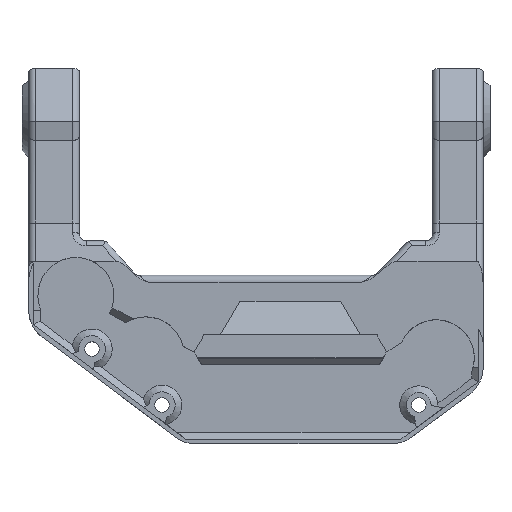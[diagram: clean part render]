
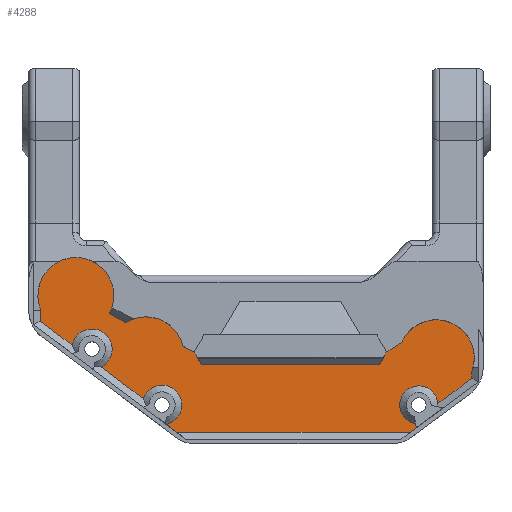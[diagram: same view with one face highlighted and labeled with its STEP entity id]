
A CAD part, top view. The second image highlights one B-rep face of the part: STEP entity #4288.
In plain terms, the highlighted planar face has unit normal (0, 0, 1).
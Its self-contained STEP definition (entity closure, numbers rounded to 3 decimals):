
#167=PLANE('',#4687);
#479=FACE_OUTER_BOUND('',#713,.T.);
#713=EDGE_LOOP('',(#3501,#3502,#3503,#3504,#3505,#3506,#3507,#3508,#3509,
#3510,#3511,#3512,#3513,#3514,#3515,#3516,#3517,#3518,#3519,#3520,#3521,
#3522,#3523,#3524,#3525,#3526,#3527,#3528,#3529));
#1064=LINE('',#7313,#1443);
#1067=LINE('',#7321,#1446);
#1068=LINE('',#7322,#1447);
#1069=LINE('',#7326,#1448);
#1070=LINE('',#7328,#1449);
#1071=LINE('',#7330,#1450);
#1072=LINE('',#7332,#1451);
#1073=LINE('',#7334,#1452);
#1074=LINE('',#7336,#1453);
#1075=LINE('',#7338,#1454);
#1076=LINE('',#7340,#1455);
#1077=LINE('',#7342,#1456);
#1078=LINE('',#7345,#1457);
#1079=LINE('',#7347,#1458);
#1080=LINE('',#7349,#1459);
#1081=LINE('',#7351,#1460);
#1082=LINE('',#7355,#1461);
#1083=LINE('',#7359,#1462);
#1084=LINE('',#7361,#1463);
#1085=LINE('',#7363,#1464);
#1086=LINE('',#7365,#1465);
#1087=LINE('',#7366,#1466);
#1443=VECTOR('',#5648,10.);
#1446=VECTOR('',#5655,10.);
#1447=VECTOR('',#5656,10.);
#1448=VECTOR('',#5659,10.);
#1449=VECTOR('',#5660,10.);
#1450=VECTOR('',#5661,10.);
#1451=VECTOR('',#5662,10.);
#1452=VECTOR('',#5663,10.);
#1453=VECTOR('',#5664,10.);
#1454=VECTOR('',#5665,10.);
#1455=VECTOR('',#5666,10.);
#1456=VECTOR('',#5667,10.);
#1457=VECTOR('',#5670,10.);
#1458=VECTOR('',#5671,10.);
#1459=VECTOR('',#5672,10.);
#1460=VECTOR('',#5673,10.);
#1461=VECTOR('',#5676,10.);
#1462=VECTOR('',#5679,10.);
#1463=VECTOR('',#5680,10.);
#1464=VECTOR('',#5681,10.);
#1465=VECTOR('',#5682,10.);
#1466=VECTOR('',#5683,10.);
#1667=CIRCLE('',#4677,11.25);
#1669=CIRCLE('',#4683,11.25);
#1670=CIRCLE('',#4688,5.654);
#1671=CIRCLE('',#4689,11.25);
#1672=CIRCLE('',#4690,11.25);
#1673=CIRCLE('',#4691,5.968);
#1674=CIRCLE('',#4692,5.879);
#1969=VERTEX_POINT('',#7285);
#1970=VERTEX_POINT('',#7287);
#1974=VERTEX_POINT('',#7299);
#1975=VERTEX_POINT('',#7300);
#1978=VERTEX_POINT('',#7310);
#1979=VERTEX_POINT('',#7312);
#1981=VERTEX_POINT('',#7318);
#1982=VERTEX_POINT('',#7319);
#1983=VERTEX_POINT('',#7323);
#1984=VERTEX_POINT('',#7325);
#1985=VERTEX_POINT('',#7327);
#1986=VERTEX_POINT('',#7329);
#1987=VERTEX_POINT('',#7331);
#1988=VERTEX_POINT('',#7333);
#1989=VERTEX_POINT('',#7335);
#1990=VERTEX_POINT('',#7337);
#1991=VERTEX_POINT('',#7339);
#1992=VERTEX_POINT('',#7341);
#1993=VERTEX_POINT('',#7343);
#1994=VERTEX_POINT('',#7346);
#1995=VERTEX_POINT('',#7348);
#1996=VERTEX_POINT('',#7350);
#1997=VERTEX_POINT('',#7352);
#1998=VERTEX_POINT('',#7354);
#1999=VERTEX_POINT('',#7356);
#2000=VERTEX_POINT('',#7358);
#2001=VERTEX_POINT('',#7360);
#2002=VERTEX_POINT('',#7362);
#2003=VERTEX_POINT('',#7364);
#2501=EDGE_CURVE('',#1970,#1969,#1667,.T.);
#2508=EDGE_CURVE('',#1974,#1975,#1669,.T.);
#2513=EDGE_CURVE('',#1979,#1978,#1064,.T.);
#2516=EDGE_CURVE('',#1981,#1982,#1670,.T.);
#2517=EDGE_CURVE('',#1982,#1975,#1067,.T.);
#2518=EDGE_CURVE('',#1974,#1979,#1068,.T.);
#2519=EDGE_CURVE('',#1978,#1983,#1671,.T.);
#2520=EDGE_CURVE('',#1983,#1984,#1069,.T.);
#2521=EDGE_CURVE('',#1985,#1984,#1070,.T.);
#2522=EDGE_CURVE('',#1985,#1986,#1071,.T.);
#2523=EDGE_CURVE('',#1986,#1987,#1072,.T.);
#2524=EDGE_CURVE('',#1987,#1988,#1073,.T.);
#2525=EDGE_CURVE('',#1989,#1988,#1074,.T.);
#2526=EDGE_CURVE('',#1989,#1990,#1075,.T.);
#2527=EDGE_CURVE('',#1990,#1991,#1076,.T.);
#2528=EDGE_CURVE('',#1991,#1992,#1077,.T.);
#2529=EDGE_CURVE('',#1992,#1993,#1672,.T.);
#2530=EDGE_CURVE('',#1993,#1970,#1078,.T.);
#2531=EDGE_CURVE('',#1969,#1994,#1079,.T.);
#2532=EDGE_CURVE('',#1994,#1995,#1080,.T.);
#2533=EDGE_CURVE('',#1995,#1996,#1081,.T.);
#2534=EDGE_CURVE('',#1996,#1997,#1673,.T.);
#2535=EDGE_CURVE('',#1997,#1998,#1082,.T.);
#2536=EDGE_CURVE('',#1998,#1999,#1674,.T.);
#2537=EDGE_CURVE('',#1999,#2000,#1083,.T.);
#2538=EDGE_CURVE('',#2000,#2001,#1084,.T.);
#2539=EDGE_CURVE('',#2001,#2002,#1085,.T.);
#2540=EDGE_CURVE('',#2002,#2003,#1086,.T.);
#2541=EDGE_CURVE('',#1981,#2003,#1087,.T.);
#3501=ORIENTED_EDGE('',*,*,#2516,.T.);
#3502=ORIENTED_EDGE('',*,*,#2517,.T.);
#3503=ORIENTED_EDGE('',*,*,#2508,.F.);
#3504=ORIENTED_EDGE('',*,*,#2518,.T.);
#3505=ORIENTED_EDGE('',*,*,#2513,.T.);
#3506=ORIENTED_EDGE('',*,*,#2519,.T.);
#3507=ORIENTED_EDGE('',*,*,#2520,.T.);
#3508=ORIENTED_EDGE('',*,*,#2521,.F.);
#3509=ORIENTED_EDGE('',*,*,#2522,.T.);
#3510=ORIENTED_EDGE('',*,*,#2523,.T.);
#3511=ORIENTED_EDGE('',*,*,#2524,.T.);
#3512=ORIENTED_EDGE('',*,*,#2525,.F.);
#3513=ORIENTED_EDGE('',*,*,#2526,.T.);
#3514=ORIENTED_EDGE('',*,*,#2527,.T.);
#3515=ORIENTED_EDGE('',*,*,#2528,.T.);
#3516=ORIENTED_EDGE('',*,*,#2529,.T.);
#3517=ORIENTED_EDGE('',*,*,#2530,.T.);
#3518=ORIENTED_EDGE('',*,*,#2501,.T.);
#3519=ORIENTED_EDGE('',*,*,#2531,.T.);
#3520=ORIENTED_EDGE('',*,*,#2532,.T.);
#3521=ORIENTED_EDGE('',*,*,#2533,.T.);
#3522=ORIENTED_EDGE('',*,*,#2534,.T.);
#3523=ORIENTED_EDGE('',*,*,#2535,.T.);
#3524=ORIENTED_EDGE('',*,*,#2536,.T.);
#3525=ORIENTED_EDGE('',*,*,#2537,.T.);
#3526=ORIENTED_EDGE('',*,*,#2538,.T.);
#3527=ORIENTED_EDGE('',*,*,#2539,.T.);
#3528=ORIENTED_EDGE('',*,*,#2540,.T.);
#3529=ORIENTED_EDGE('',*,*,#2541,.F.);
#4288=ADVANCED_FACE('',(#479),#167,.F.);
#4677=AXIS2_PLACEMENT_3D('',#7288,#5622,#5623);
#4683=AXIS2_PLACEMENT_3D('',#7302,#5637,#5638);
#4687=AXIS2_PLACEMENT_3D('',#7317,#5651,#5652);
#4688=AXIS2_PLACEMENT_3D('',#7320,#5653,#5654);
#4689=AXIS2_PLACEMENT_3D('',#7324,#5657,#5658);
#4690=AXIS2_PLACEMENT_3D('',#7344,#5668,#5669);
#4691=AXIS2_PLACEMENT_3D('',#7353,#5674,#5675);
#4692=AXIS2_PLACEMENT_3D('',#7357,#5677,#5678);
#5622=DIRECTION('center_axis',(0.,0.,1.));
#5623=DIRECTION('ref_axis',(-1.,0.,0.));
#5637=DIRECTION('center_axis',(0.,0.,-1.));
#5638=DIRECTION('ref_axis',(1.,0.,0.));
#5648=DIRECTION('',(0.,1.,0.));
#5651=DIRECTION('center_axis',(0.,0.,-1.));
#5652=DIRECTION('ref_axis',(-1.,0.,0.));
#5653=DIRECTION('center_axis',(0.,0.,-1.));
#5654=DIRECTION('ref_axis',(-1.,0.,0.));
#5655=DIRECTION('',(0.804,0.594,0.));
#5656=DIRECTION('',(0.804,0.594,0.));
#5657=DIRECTION('center_axis',(0.,0.,1.));
#5658=DIRECTION('ref_axis',(-1.,0.,0.));
#5659=DIRECTION('',(-0.838,-0.545,0.));
#5660=DIRECTION('',(0.866,-0.5,0.));
#5661=DIRECTION('',(-0.5,-0.866,0.));
#5662=DIRECTION('',(0.866,-0.5,0.));
#5663=DIRECTION('',(-1.,0.,0.));
#5664=DIRECTION('',(-0.866,-0.5,0.));
#5665=DIRECTION('',(-0.5,0.866,0.));
#5666=DIRECTION('',(-0.866,-0.5,0.));
#5667=DIRECTION('',(-0.879,0.477,0.));
#5668=DIRECTION('center_axis',(0.,0.,1.));
#5669=DIRECTION('ref_axis',(-1.,0.,0.));
#5670=DIRECTION('',(-0.879,0.477,0.));
#5671=DIRECTION('',(-1.,0.,0.));
#5672=DIRECTION('',(0.,-1.,0.));
#5673=DIRECTION('',(0.799,-0.601,0.));
#5674=DIRECTION('center_axis',(0.,0.,-1.));
#5675=DIRECTION('ref_axis',(1.,0.,0.));
#5676=DIRECTION('',(0.799,-0.601,0.));
#5677=DIRECTION('center_axis',(0.,0.,-1.));
#5678=DIRECTION('ref_axis',(1.,0.,0.));
#5679=DIRECTION('',(0.799,-0.601,0.));
#5680=DIRECTION('',(1.,0.,0.));
#5681=DIRECTION('',(0.804,0.594,0.));
#5682=DIRECTION('',(-0.594,0.804,0.));
#5683=DIRECTION('',(0.183,-0.983,0.));
#7285=CARTESIAN_POINT('',(-61.569,7.238,16.));
#7287=CARTESIAN_POINT('',(-41.309,6.162,16.));
#7288=CARTESIAN_POINT('Origin',(-51.181,11.557,16.));
#7299=CARTESIAN_POINT('',(63.333,-14.958,16.));
#7300=CARTESIAN_POINT('',(60.924,-16.737,16.));
#7302=CARTESIAN_POINT('Origin',(55.503,-6.88,16.));
#7310=CARTESIAN_POINT('',(65.998,-10.932,16.));
#7312=CARTESIAN_POINT('',(65.998,-12.989,16.));
#7313=CARTESIAN_POINT('',(65.998,-10.968,16.));
#7317=CARTESIAN_POINT('Origin',(2.135,-7.989,16.));
#7318=CARTESIAN_POINT('',(49.365,-26.426,16.));
#7319=CARTESIAN_POINT('',(55.952,-20.411,16.));
#7320=CARTESIAN_POINT('Origin',(50.315,-20.852,16.));
#7321=CARTESIAN_POINT('',(35.481,-35.535,16.));
#7322=CARTESIAN_POINT('',(35.481,-35.535,16.));
#7323=CARTESIAN_POINT('',(45.217,-2.322,16.));
#7324=CARTESIAN_POINT('Origin',(55.503,-6.88,16.));
#7325=CARTESIAN_POINT('',(40.875,-5.148,16.));
#7326=CARTESIAN_POINT('',(40.875,-5.148,16.));
#7327=CARTESIAN_POINT('',(40.789,-5.098,16.));
#7328=CARTESIAN_POINT('',(40.875,-5.148,16.));
#7329=CARTESIAN_POINT('',(38.576,-8.93,16.));
#7330=CARTESIAN_POINT('',(39.731,-6.93,16.));
#7331=CARTESIAN_POINT('',(38.663,-8.98,16.));
#7332=CARTESIAN_POINT('',(38.663,-8.98,16.));
#7333=CARTESIAN_POINT('',(-14.033,-8.98,16.));
#7334=CARTESIAN_POINT('',(20.976,-8.98,16.));
#7335=CARTESIAN_POINT('',(-13.946,-8.93,16.));
#7336=CARTESIAN_POINT('',(-14.033,-8.98,16.));
#7337=CARTESIAN_POINT('',(-16.159,-5.098,16.));
#7338=CARTESIAN_POINT('',(-16.159,-5.098,16.));
#7339=CARTESIAN_POINT('',(-16.245,-5.148,16.));
#7340=CARTESIAN_POINT('',(-16.245,-5.148,16.));
#7341=CARTESIAN_POINT('',(-19.539,-3.362,16.));
#7342=CARTESIAN_POINT('',(-41.758,8.681,16.));
#7343=CARTESIAN_POINT('',(-36.44,3.523,16.));
#7344=CARTESIAN_POINT('Origin',(-30.472,-6.014,16.));
#7345=CARTESIAN_POINT('',(-18.487,-6.208,16.));
#7346=CARTESIAN_POINT('',(-61.728,7.238,16.));
#7347=CARTESIAN_POINT('',(-31.496,7.238,16.));
#7348=CARTESIAN_POINT('',(-61.728,3.942,16.));
#7349=CARTESIAN_POINT('',(-61.728,6.544,16.));
#7350=CARTESIAN_POINT('',(-52.257,-3.177,16.));
#7351=CARTESIAN_POINT('',(-38.838,-13.263,16.));
#7352=CARTESIAN_POINT('',(-43.668,-9.632,16.));
#7353=CARTESIAN_POINT('Origin',(-46.4,-4.326,16.));
#7354=CARTESIAN_POINT('',(-31.253,-18.964,16.));
#7355=CARTESIAN_POINT('',(-38.838,-13.263,16.));
#7356=CARTESIAN_POINT('',(-24.428,-26.595,16.));
#7357=CARTESIAN_POINT('Origin',(-25.685,-20.852,16.));
#7358=CARTESIAN_POINT('',(-21.292,-28.952,16.));
#7359=CARTESIAN_POINT('',(-18.658,-30.932,16.));
#7360=CARTESIAN_POINT('',(47.757,-28.952,16.));
#7361=CARTESIAN_POINT('',(-8.231,-28.952,16.));
#7362=CARTESIAN_POINT('',(49.622,-27.574,16.));
#7363=CARTESIAN_POINT('',(67.957,-14.028,16.));
#7364=CARTESIAN_POINT('',(49.563,-27.493,16.));
#7365=CARTESIAN_POINT('',(49.563,-27.493,16.));
#7366=CARTESIAN_POINT('',(46.65,-11.81,16.));
